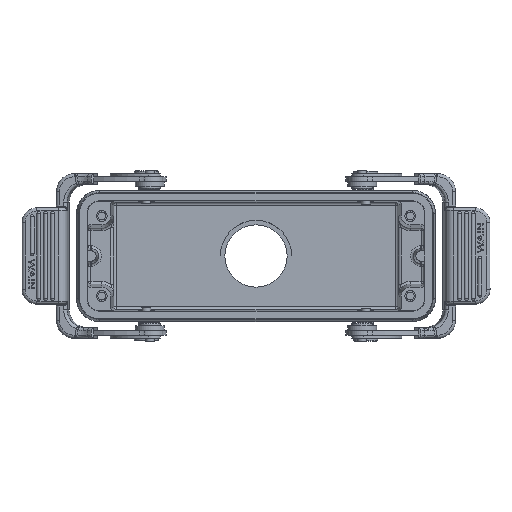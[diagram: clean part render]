
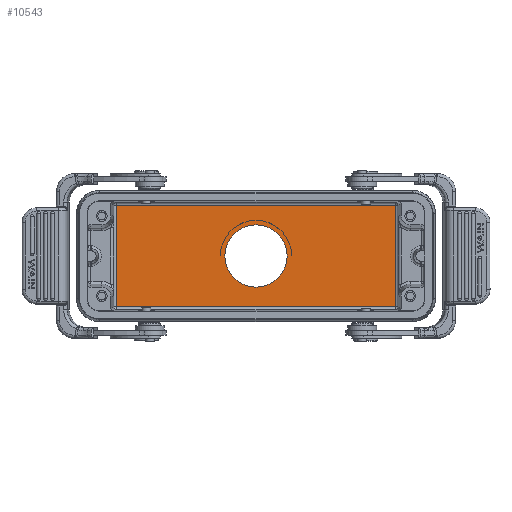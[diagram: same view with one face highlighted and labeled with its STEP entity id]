
A CAD part, front view. The second image highlights one B-rep face of the part: STEP entity #10543.
In plain terms, the highlighted planar face has unit normal (0, -1, 0).
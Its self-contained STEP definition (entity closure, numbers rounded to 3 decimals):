
#10543=ADVANCED_FACE('',(#12347,#12348,#12349),#11700,.F.);
#11700=PLANE('',#34470);
#12347=FACE_BOUND('',#13513,.T.);
#12348=FACE_BOUND('',#13514,.T.);
#12349=FACE_BOUND('',#13515,.T.);
#13513=EDGE_LOOP('',(#22437,#22438));
#13514=EDGE_LOOP('',(#22439));
#13515=EDGE_LOOP('',(#22440,#22441,#22442,#22443));
#15625=LINE('',#49373,#17869);
#15626=LINE('',#49375,#17870);
#15664=LINE('',#49563,#17908);
#15666=LINE('',#49569,#17910);
#17869=VECTOR('',#39301,1.);
#17870=VECTOR('',#39304,1.);
#17908=VECTOR('',#39488,1.);
#17910=VECTOR('',#39494,1.);
#22437=ORIENTED_EDGE('',*,*,#30049,.F.);
#22438=ORIENTED_EDGE('',*,*,#30052,.F.);
#22439=ORIENTED_EDGE('',*,*,#30461,.F.);
#22440=ORIENTED_EDGE('',*,*,#30578,.T.);
#22441=ORIENTED_EDGE('',*,*,#30579,.T.);
#22442=ORIENTED_EDGE('',*,*,#30656,.T.);
#22443=ORIENTED_EDGE('',*,*,#30659,.T.);
#27227=VERTEX_POINT('',#47751);
#27228=VERTEX_POINT('',#47753);
#27494=VERTEX_POINT('',#48766);
#27574=VERTEX_POINT('',#49366);
#27576=VERTEX_POINT('',#49372);
#27577=VERTEX_POINT('',#49376);
#27614=VERTEX_POINT('',#49564);
#30049=EDGE_CURVE('',#27227,#27228,#32633,.T.);
#30052=EDGE_CURVE('',#27228,#27227,#32634,.T.);
#30461=EDGE_CURVE('',#27494,#27494,#32681,.T.);
#30578=EDGE_CURVE('',#27574,#27576,#15625,.T.);
#30579=EDGE_CURVE('',#27576,#27577,#15626,.T.);
#30656=EDGE_CURVE('',#27577,#27614,#15664,.T.);
#30659=EDGE_CURVE('',#27614,#27574,#15666,.T.);
#32633=CIRCLE('',#34062,12.);
#32634=CIRCLE('',#34064,12.);
#32681=CIRCLE('',#34297,10.5);
#34062=AXIS2_PLACEMENT_3D('',#47752,#38259,#38260);
#34064=AXIS2_PLACEMENT_3D('',#47764,#38263,#38264);
#34297=AXIS2_PLACEMENT_3D('',#48765,#39057,#39058);
#34470=AXIS2_PLACEMENT_3D('',#49570,#39495,#39496);
#38259=DIRECTION('',(0.,1.,0.));
#38260=DIRECTION('',(-1.,0.,0.004));
#38263=DIRECTION('',(0.,-1.,0.));
#38264=DIRECTION('',(1.,0.,-0.001));
#39057=DIRECTION('',(0.,-1.,0.));
#39058=DIRECTION('',(1.,0.,0.));
#39301=DIRECTION('',(1.,0.,0.));
#39304=DIRECTION('',(0.,0.,1.));
#39488=DIRECTION('',(-1.,0.,0.));
#39494=DIRECTION('',(0.,0.,-1.));
#39495=DIRECTION('',(0.,1.,0.));
#39496=DIRECTION('',(1.,0.,0.));
#47751=CARTESIAN_POINT('',(-12.,52.,0.037));
#47752=CARTESIAN_POINT('',(0.,52.,0.));
#47753=CARTESIAN_POINT('',(12.,52.,0.034));
#47764=CARTESIAN_POINT('',(0.,52.,0.049));
#48765=CARTESIAN_POINT('',(0.,52.,0.));
#48766=CARTESIAN_POINT('',(10.5,52.,0.));
#49366=CARTESIAN_POINT('',(-47.,52.,-17.135));
#49372=CARTESIAN_POINT('',(47.,52.,-17.135));
#49373=CARTESIAN_POINT('',(-47.,52.,-17.135));
#49375=CARTESIAN_POINT('',(47.,52.,-17.135));
#49376=CARTESIAN_POINT('',(47.,52.,17.135));
#49563=CARTESIAN_POINT('',(47.,52.,17.135));
#49564=CARTESIAN_POINT('',(-47.,52.,17.135));
#49569=CARTESIAN_POINT('',(-47.,52.,17.135));
#49570=CARTESIAN_POINT('',(57.,52.,-18.5));
